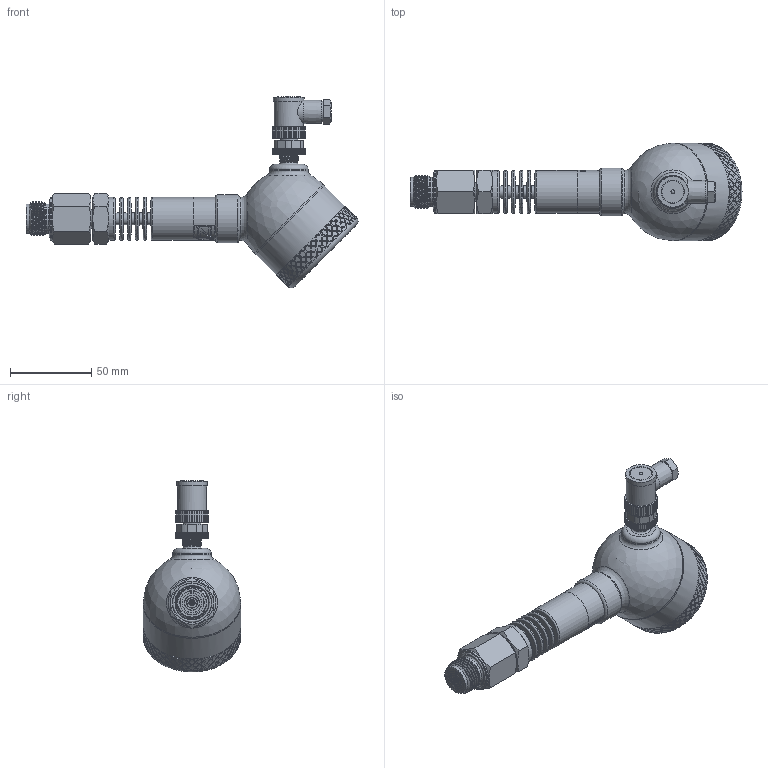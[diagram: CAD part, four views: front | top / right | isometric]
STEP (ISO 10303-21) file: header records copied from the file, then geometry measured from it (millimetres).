
FILE_DESCRIPTION(/* description */ (''),/* implementation_level */ '2;1');
FILE_NAME(/* name */ 'APZ3420mFH_G1''2DIN-flush_radiator_2_display.step',/* time_stamp */ '2021-07-07T15:39:39+03:00',/* author */ (''),/* organization */ (''),/* preprocessor_version */ 'ST-DEVELOPER v18.1',/* originating_system */ 'Autodesk Translation Framework v10.9.0.1377',/* authorisation */ '');
FILE_SCHEMA (('AUTOMOTIVE_DESIGN { 1 0 10303 214 3 1 1 }'));
Length unit declared in the file: millimetre
Products named in the file (9): АПЗ420М-полевойкорпус-
заполненный; Заполненный полевой 
корпус v13; Cover for display; Display; Main body; M12x1 adapter; M12x1 female angular v10; G1\4EN radiator; G1'2DIN diaphragm 18 v5
Assembly tree (7 placements, depth 3):
  АПЗ420М-полевойкорпус-
заполненный
    Заполненный полевой 
корпус v13
      Cover for display
      Display
      Main body
      M12x1 adapter
      M12x1 female angular v10
    G1\4EN radiator
  G1'2DIN diaphragm 18 v5
Bounding box: 204.48 x 60.1 x 118.16 mm (x, y, z)
Volume: 259861.5 mm3; surface area: 63221.9 mm2
Topology: 18 solids, 18 shells, 1916 faces, 4854 edges, 3197 vertices
Faces by surface type: bspline 985, cylinder 544, plane 305, torus 50, cone 30, sphere 2
Full cylindrical faces by diameter (mm): 1 x4, 2 x1, 3.3 x1, 4 x1, 5 x7, 7 x1, 7.5 x5, 8 x1, 9.3 x1, 9.471 x2, 9.5 x2, 10.5 x2, 10.741 x7, 11 x1, 11.035 x4, 11.156 x1, 11.445 x5, 11.884 x6, 12.152 x4, 13 x1, 13.157 x9, 18 x3, 18.631 x4, 19 x1, 19.7 x1, 21 x1, 21.6 x1, 21.767 x1, 22.4 x1, 23.6 x1
Entity records: 87604 total; most frequent: CARTESIAN_POINT 48655, ORIENTED_EDGE 9704, DIRECTION 4899, EDGE_CURVE 4852, VERTEX_POINT 3197, B_SPLINE_CURVE_WITH_KNOTS 2767, EDGE_LOOP 2179, FACE_OUTER_BOUND 1916
